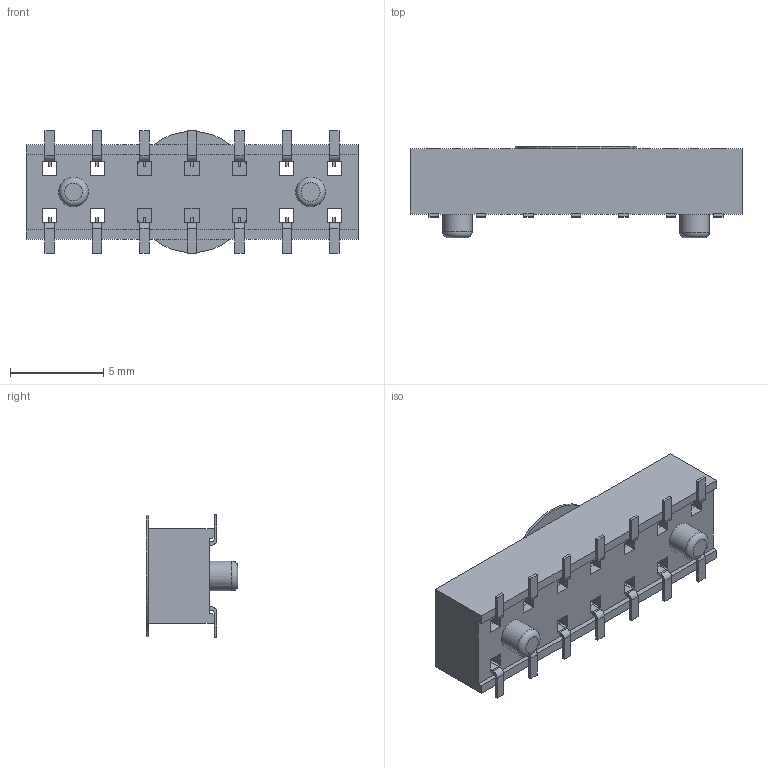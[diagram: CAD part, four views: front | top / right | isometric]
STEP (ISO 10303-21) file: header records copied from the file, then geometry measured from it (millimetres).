
FILE_DESCRIPTION( ( 'STEP AP214' ), '1' );
FILE_NAME( 'HLE-107-02-F-DV-A-K.stp', '2020-07-14T11:52:28', ( 'License CC BY-ND 4.0' ), ( 'CADENAS' ), ' ', 'PARTsolutions', ' ' );
FILE_SCHEMA( ( 'AUTOMOTIVE_DESIGN { 1 0 10303 214 1 1 1 1 }' ) );
Length unit declared in the file: inch
Products named in the file (4): HLE-107-02-F-DV-A-K; _HLE-107-02-DV-A_socket; _C-132-12-07-DV; _K-DOT-0.256-0.375-0.005_polyamide_pick
Assembly tree (3 placements, depth 2):
  HLE-107-02-F-DV-A-K
    _HLE-107-02-DV-A_socket
    _C-132-12-07-DV
    _K-DOT-0.256-0.375-0.005_polyamide_pick
Bounding box: 17.78 x 4.9 x 6.58 mm (x, y, z)
Volume: 356.4 mm3; surface area: 965.8 mm2
Topology: 3 solids, 3 shells, 415 faces, 1145 edges, 744 vertices
Faces by surface type: plane 382, cylinder 31, torus 2
Full cylindrical faces by diameter (mm): 1.587 x2, 6.502 x1
Entity records: 16420 total; most frequent: CARTESIAN_POINT 2303, ORIENTED_EDGE 2280, DIRECTION 2042, EDGE_CURVE 1140, LINE 1076, VECTOR 1076, VERTEX_POINT 744, EDGE_LOOP 496
